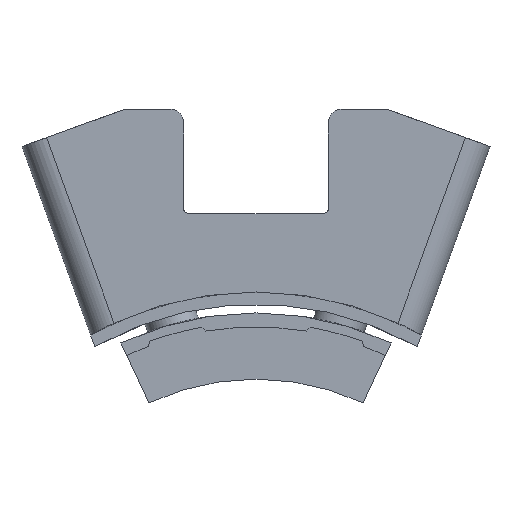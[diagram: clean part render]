
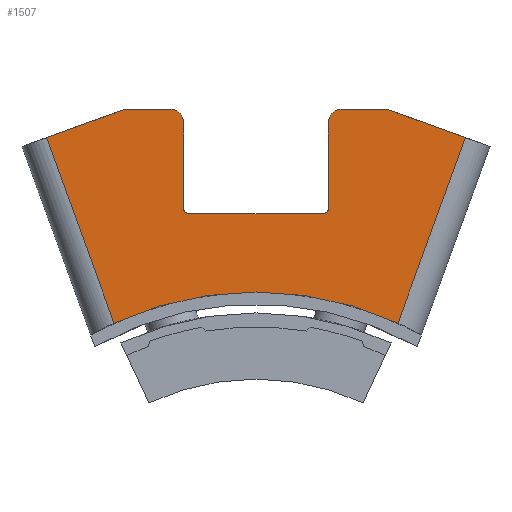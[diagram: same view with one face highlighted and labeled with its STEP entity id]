
A CAD part, front view. The second image highlights one B-rep face of the part: STEP entity #1507.
In plain terms, the highlighted planar face has unit normal (0, -1, 0).
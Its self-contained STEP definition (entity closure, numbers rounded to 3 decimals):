
#29=PLANE('',#1631);
#84=CIRCLE('',#1617,19.5);
#94=CIRCLE('',#1632,0.8);
#95=CIRCLE('',#1633,0.3);
#96=CIRCLE('',#1634,0.3);
#97=CIRCLE('',#1635,0.8);
#151=LINE('',#2358,#289);
#163=LINE('',#2393,#301);
#164=LINE('',#2395,#302);
#165=LINE('',#2396,#303);
#166=LINE('',#2398,#304);
#167=LINE('',#2400,#305);
#168=LINE('',#2404,#306);
#169=LINE('',#2408,#307);
#170=LINE('',#2412,#308);
#289=VECTOR('',#1823,1000.);
#301=VECTOR('',#1851,1000.);
#302=VECTOR('',#1852,1000.);
#303=VECTOR('',#1853,1000.);
#304=VECTOR('',#1854,1000.);
#305=VECTOR('',#1855,1000.);
#306=VECTOR('',#1858,1000.);
#307=VECTOR('',#1861,1000.);
#308=VECTOR('',#1864,1000.);
#481=ORIENTED_EDGE('',*,*,#908,.F.);
#482=ORIENTED_EDGE('',*,*,#890,.F.);
#483=ORIENTED_EDGE('',*,*,#909,.F.);
#484=ORIENTED_EDGE('',*,*,#876,.T.);
#485=ORIENTED_EDGE('',*,*,#910,.T.);
#486=ORIENTED_EDGE('',*,*,#911,.F.);
#487=ORIENTED_EDGE('',*,*,#912,.F.);
#488=ORIENTED_EDGE('',*,*,#913,.F.);
#489=ORIENTED_EDGE('',*,*,#914,.F.);
#490=ORIENTED_EDGE('',*,*,#915,.T.);
#491=ORIENTED_EDGE('',*,*,#916,.F.);
#492=ORIENTED_EDGE('',*,*,#917,.T.);
#493=ORIENTED_EDGE('',*,*,#918,.F.);
#494=ORIENTED_EDGE('',*,*,#919,.F.);
#876=EDGE_CURVE('',#1086,#1090,#84,.T.);
#890=EDGE_CURVE('',#1101,#1102,#151,.T.);
#908=EDGE_CURVE('',#1102,#1117,#163,.T.);
#909=EDGE_CURVE('',#1086,#1101,#164,.T.);
#910=EDGE_CURVE('',#1090,#1118,#165,.T.);
#911=EDGE_CURVE('',#1119,#1118,#166,.T.);
#912=EDGE_CURVE('',#1120,#1119,#167,.T.);
#913=EDGE_CURVE('',#1121,#1120,#94,.T.);
#914=EDGE_CURVE('',#1122,#1121,#168,.T.);
#915=EDGE_CURVE('',#1122,#1123,#95,.T.);
#916=EDGE_CURVE('',#1124,#1123,#169,.T.);
#917=EDGE_CURVE('',#1124,#1125,#96,.T.);
#918=EDGE_CURVE('',#1126,#1125,#170,.T.);
#919=EDGE_CURVE('',#1117,#1126,#97,.T.);
#1086=VERTEX_POINT('',#2309);
#1090=VERTEX_POINT('',#2321);
#1101=VERTEX_POINT('',#2357);
#1102=VERTEX_POINT('',#2359);
#1117=VERTEX_POINT('',#2394);
#1118=VERTEX_POINT('',#2397);
#1119=VERTEX_POINT('',#2399);
#1120=VERTEX_POINT('',#2401);
#1121=VERTEX_POINT('',#2403);
#1122=VERTEX_POINT('',#2405);
#1123=VERTEX_POINT('',#2407);
#1124=VERTEX_POINT('',#2409);
#1125=VERTEX_POINT('',#2411);
#1126=VERTEX_POINT('',#2413);
#1246=EDGE_LOOP('',(#481,#482,#483,#484,#485,#486,#487,#488,#489,#490,#491,
#492,#493,#494));
#1358=FACE_BOUND('',#1246,.T.);
#1507=ADVANCED_FACE('',(#1358),#29,.F.);
#1617=AXIS2_PLACEMENT_3D('',#2322,#1801,#1802);
#1631=AXIS2_PLACEMENT_3D('',#2392,#1849,#1850);
#1632=AXIS2_PLACEMENT_3D('',#2402,#1856,#1857);
#1633=AXIS2_PLACEMENT_3D('',#2406,#1859,#1860);
#1634=AXIS2_PLACEMENT_3D('',#2410,#1862,#1863);
#1635=AXIS2_PLACEMENT_3D('',#2414,#1865,#1866);
#1801=DIRECTION('',(0.,1.,0.));
#1802=DIRECTION('',(0.,0.,1.));
#1823=DIRECTION('',(0.94,0.,0.342));
#1849=DIRECTION('',(0.,1.,0.));
#1850=DIRECTION('',(0.,0.,1.));
#1851=DIRECTION('',(1.,0.,0.));
#1852=DIRECTION('',(-0.342,0.,0.94));
#1853=DIRECTION('',(0.342,0.,0.94));
#1854=DIRECTION('',(0.94,0.,-0.342));
#1855=DIRECTION('',(1.,0.,0.));
#1856=DIRECTION('',(0.,1.,0.));
#1857=DIRECTION('',(1.,0.,0.));
#1858=DIRECTION('',(0.,0.,1.));
#1859=DIRECTION('',(0.,1.,0.));
#1860=DIRECTION('',(1.,0.,0.));
#1861=DIRECTION('',(1.,0.,0.));
#1862=DIRECTION('',(0.,1.,0.));
#1863=DIRECTION('',(1.,0.,0.));
#1864=DIRECTION('',(0.,0.,-1.));
#1865=DIRECTION('',(0.,1.,0.));
#1866=DIRECTION('',(1.,0.,0.));
#2309=CARTESIAN_POINT('',(-8.145,-4.5,-12.283));
#2321=CARTESIAN_POINT('',(8.145,-4.5,-12.283));
#2322=CARTESIAN_POINT('',(0.,-4.5,-30.));
#2357=CARTESIAN_POINT('',(-12.017,-4.5,-1.644));
#2358=CARTESIAN_POINT('',(-13.427,-4.5,-2.157));
#2359=CARTESIAN_POINT('',(-7.5,-4.5,0.));
#2392=CARTESIAN_POINT('',(-4.95,-4.5,-0.8));
#2393=CARTESIAN_POINT('',(-7.5,-4.5,0.));
#2394=CARTESIAN_POINT('',(-4.95,-4.5,0.));
#2395=CARTESIAN_POINT('',(-7.913,-4.5,-12.92));
#2396=CARTESIAN_POINT('',(7.913,-4.5,-12.92));
#2397=CARTESIAN_POINT('',(12.017,-4.5,-1.644));
#2398=CARTESIAN_POINT('',(7.5,-4.5,0.));
#2399=CARTESIAN_POINT('',(7.5,-4.5,0.));
#2400=CARTESIAN_POINT('',(4.95,-4.5,0.));
#2401=CARTESIAN_POINT('',(4.95,-4.5,0.));
#2402=CARTESIAN_POINT('',(4.95,-4.5,-0.8));
#2403=CARTESIAN_POINT('',(4.15,-4.5,-0.8));
#2404=CARTESIAN_POINT('',(4.15,-4.5,-5.7));
#2405=CARTESIAN_POINT('',(4.15,-4.5,-5.7));
#2406=CARTESIAN_POINT('',(3.85,-4.5,-5.7));
#2407=CARTESIAN_POINT('',(3.85,-4.5,-6.));
#2408=CARTESIAN_POINT('',(-3.85,-4.5,-6.));
#2409=CARTESIAN_POINT('',(-3.85,-4.5,-6.));
#2410=CARTESIAN_POINT('',(-3.85,-4.5,-5.7));
#2411=CARTESIAN_POINT('',(-4.15,-4.5,-5.7));
#2412=CARTESIAN_POINT('',(-4.15,-4.5,-0.8));
#2413=CARTESIAN_POINT('',(-4.15,-4.5,-0.8));
#2414=CARTESIAN_POINT('',(-4.95,-4.5,-0.8));
